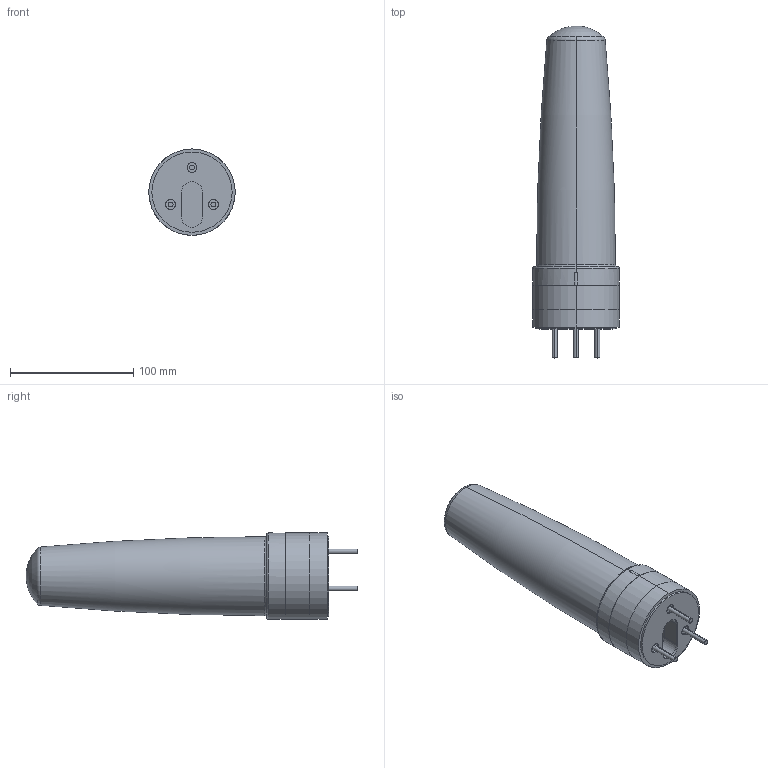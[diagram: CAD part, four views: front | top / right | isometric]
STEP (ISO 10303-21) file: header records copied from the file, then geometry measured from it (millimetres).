
FILE_DESCRIPTION (( 'STEP AP214' ), '1' );
FILE_NAME ('LS7-302DWC-RYGNN.step', '2016-10-25T15:57:59', ( '' ), ( '' ), 'SwSTEP 2.0', 'SolidWorks 2016', '' );
FILE_SCHEMA (( 'AUTOMOTIVE_DESIGN' ));
Length unit declared in the file: millimetre
Products named in the file (1): LS7-302DWC-RYGNN
Bounding box: 70 x 269 x 70.29 mm (x, y, z)
Volume: 468744.7 mm3; surface area: 136804.2 mm2
Topology: 8 solids, 8 shells, 84 faces, 181 edges, 116 vertices
Faces by surface type: cylinder 39, plane 27, torus 16, sphere 2
Entity records: 2400 total; most frequent: DIRECTION 461, CARTESIAN_POINT 372, ORIENTED_EDGE 350, AXIS2_PLACEMENT_3D 201, EDGE_CURVE 175, CIRCLE 116, VERTEX_POINT 112, EDGE_LOOP 99
